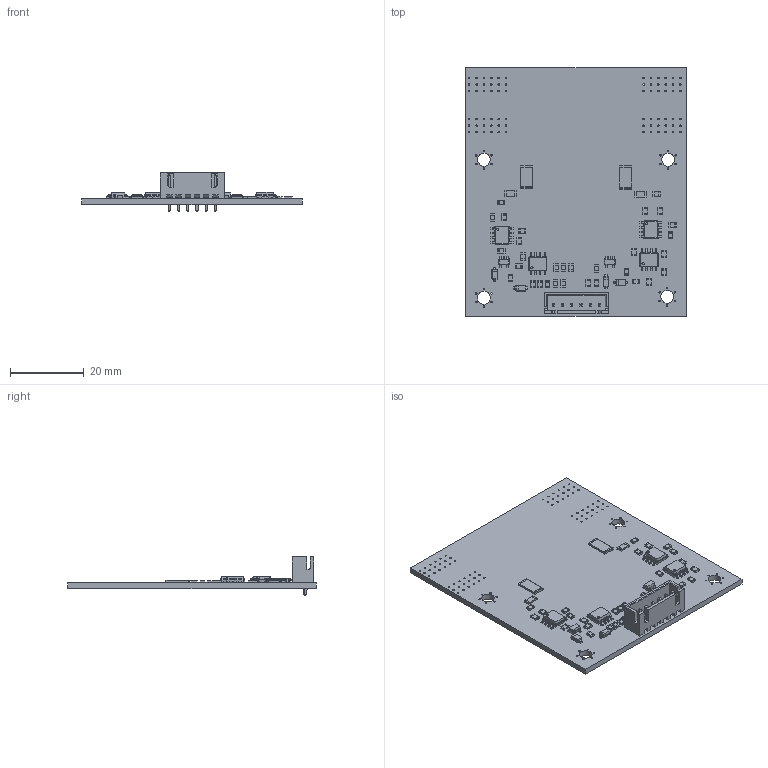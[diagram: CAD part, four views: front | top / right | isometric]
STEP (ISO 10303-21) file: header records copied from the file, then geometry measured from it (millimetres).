
FILE_DESCRIPTION(('KiCad electronic assembly'),'2;1');
FILE_NAME('Directional_coupler.step','2020-10-27T22:01:03',('An Author') ,('A Company'),'Open CASCADE STEP processor 6.9', 'KiCad to STEP converter','Unknown');
FILE_SCHEMA(('AUTOMOTIVE_DESIGN { 1 0 10303 214 1 1 1 1 }'));
Length unit declared in the file: millimetre
Products named in the file (17): Open CASCADE STEP translator 6.9 1; R_0805; SOLID; D_SOD-123; SOT-23-5; JST_XH_B06B-XH-A_06x2.50mm_Straight; R_2512; R_1206; SOIC-8-1EP_3.9x4.9mm_P1.27mm_EP2.35x2.35mm; DO-214-AC_SMA; COMPOUND
Assembly tree (55 placements, depth 3):
  Open CASCADE STEP translator 6.9 1
    R_0805  x31
      SOLID
    D_SOD-123  x4
      SOLID
    SOT-23-5  x2
      SOLID
    JST_XH_B06B-XH-A_06x2.50mm_Straight
      SOLID
    R_2512  x2
      SOLID
    R_1206  x2
      SOLID
    SOIC-8-1EP_3.9x4.9mm_P1.27mm_EP2.35x2.35mm  x4
      SOLID
    DO-214-AC_SMA
    COMPOUND
Bounding box: 60 x 67.5 x 10.4 mm (x, y, z)
Volume: 6949.4 mm3; surface area: 10401.2 mm2
Topology: 47 solids, 47 shells, 2411 faces, 6383 edges, 4090 vertices
Faces by surface type: plane 1527, cylinder 594, bspline 290
Full cylindrical faces by diameter (mm): 0.4 x96, 0.6 x4, 1 x6, 3.5 x4
Entity records: 52093 total; most frequent: CARTESIAN_POINT 8903, DIRECTION 7115, LINE 4650, VECTOR 4650, ORIENTED_EDGE 3794, PCURVE 3794, DEFINITIONAL_REPRESENTATION 3794, EDGE_CURVE 1897
